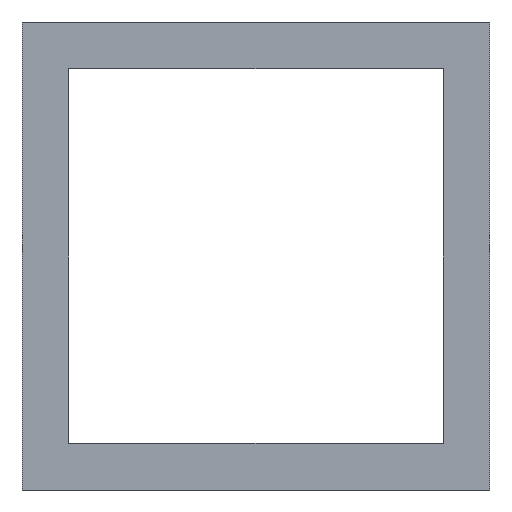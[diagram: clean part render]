
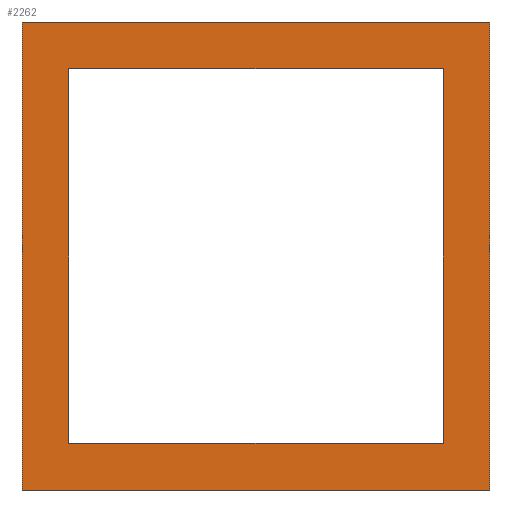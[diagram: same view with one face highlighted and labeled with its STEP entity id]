
A CAD part, front view. The second image highlights one B-rep face of the part: STEP entity #2262.
In plain terms, the highlighted planar face has unit normal (0, -1, 0).
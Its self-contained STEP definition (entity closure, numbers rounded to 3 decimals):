
#26 = FACE_BOUND ( 'NONE', #1917, .T. ) ;
#104 = ORIENTED_EDGE ( 'NONE', *, *, #2396, .T. ) ;
#187 = ORIENTED_EDGE ( 'NONE', *, *, #1336, .F. ) ;
#250 = VECTOR ( 'NONE', #1323, 1000. ) ;
#251 = CARTESIAN_POINT ( 'NONE',  ( 38., 594.998, 20. ) ) ;
#277 = LINE ( 'NONE', #3138, #1268 ) ;
#278 = DIRECTION ( 'NONE',  ( 1., 0., 0. ) ) ;
#297 = LINE ( 'NONE', #1064, #2398 ) ;
#407 = ORIENTED_EDGE ( 'NONE', *, *, #3329, .F. ) ;
#515 = CARTESIAN_POINT ( 'NONE',  ( 38., 594.998, 2. ) ) ;
#550 = LINE ( 'NONE', #1583, #250 ) ;
#715 = EDGE_LOOP ( 'NONE', ( #1573, #407, #1260, #1156 ) ) ;
#766 = LINE ( 'NONE', #3113, #2084 ) ;
#1064 = CARTESIAN_POINT ( 'NONE',  ( 40., 594.998, 20. ) ) ;
#1105 = CARTESIAN_POINT ( 'NONE',  ( 40., 594.998, 0. ) ) ;
#1156 = ORIENTED_EDGE ( 'NONE', *, *, #2097, .T. ) ;
#1175 = LINE ( 'NONE', #1936, #2599 ) ;
#1179 = VERTEX_POINT ( 'NONE', #1531 ) ;
#1204 = VECTOR ( 'NONE', #2849, 1000. ) ;
#1229 = CARTESIAN_POINT ( 'NONE',  ( 40., 594.998, 20. ) ) ;
#1252 = CARTESIAN_POINT ( 'NONE',  ( 22., 594.998, 2. ) ) ;
#1260 = ORIENTED_EDGE ( 'NONE', *, *, #2259, .F. ) ;
#1268 = VECTOR ( 'NONE', #1586, 1000. ) ;
#1323 = DIRECTION ( 'NONE',  ( 1., 0., 0. ) ) ;
#1336 = EDGE_CURVE ( 'NONE', #2166, #1957, #1175, .T. ) ;
#1345 = DIRECTION ( 'NONE',  ( 0., 0., -1. ) ) ;
#1441 = VERTEX_POINT ( 'NONE', #1493 ) ;
#1493 = CARTESIAN_POINT ( 'NONE',  ( 40., 594.998, 0. ) ) ;
#1508 = VERTEX_POINT ( 'NONE', #1229 ) ;
#1531 = CARTESIAN_POINT ( 'NONE',  ( 38., 594.998, 18. ) ) ;
#1573 = ORIENTED_EDGE ( 'NONE', *, *, #2597, .T. ) ;
#1583 = CARTESIAN_POINT ( 'NONE',  ( 0., 594.998, 18. ) ) ;
#1586 = DIRECTION ( 'NONE',  ( 0., 0., -1. ) ) ;
#1606 = CARTESIAN_POINT ( 'NONE',  ( 40., 594.998, 20. ) ) ;
#1801 = VECTOR ( 'NONE', #2760, 1000. ) ;
#1816 = VERTEX_POINT ( 'NONE', #2993 ) ;
#1833 = PLANE ( 'NONE',  #2388 ) ;
#1844 = CARTESIAN_POINT ( 'NONE',  ( 20., 594.998, 20. ) ) ;
#1917 = EDGE_LOOP ( 'NONE', ( #187, #2829, #2877, #104 ) ) ;
#1928 = EDGE_CURVE ( 'NONE', #3241, #1179, #550, .T. ) ;
#1936 = CARTESIAN_POINT ( 'NONE',  ( 0., 594.998, 2. ) ) ;
#1956 = DIRECTION ( 'NONE',  ( 0., 0., -1. ) ) ;
#1957 = VERTEX_POINT ( 'NONE', #515 ) ;
#2023 = CARTESIAN_POINT ( 'NONE',  ( 22., 594.998, 18. ) ) ;
#2084 = VECTOR ( 'NONE', #1345, 1000. ) ;
#2089 = DIRECTION ( 'NONE',  ( 0., 1., 0. ) ) ;
#2097 = EDGE_CURVE ( 'NONE', #2526, #1816, #3250, .T. ) ;
#2166 = VERTEX_POINT ( 'NONE', #1252 ) ;
#2214 = CARTESIAN_POINT ( 'NONE',  ( 20., 594.998, 20. ) ) ;
#2259 = EDGE_CURVE ( 'NONE', #2526, #1508, #297, .T. ) ;
#2262 = ADVANCED_FACE ( 'NONE', ( #2334, #26 ), #1833, .F. ) ;
#2334 = FACE_OUTER_BOUND ( 'NONE', #715, .T. ) ;
#2352 = DIRECTION ( 'NONE',  ( 0., 0., 1. ) ) ;
#2388 = AXIS2_PLACEMENT_3D ( 'NONE', #1606, #2089, #2352 ) ;
#2396 = EDGE_CURVE ( 'NONE', #1179, #1957, #3292, .T. ) ;
#2398 = VECTOR ( 'NONE', #278, 1000. ) ;
#2399 = LINE ( 'NONE', #1105, #1204 ) ;
#2506 = VECTOR ( 'NONE', #1956, 1000. ) ;
#2526 = VERTEX_POINT ( 'NONE', #1844 ) ;
#2597 = EDGE_CURVE ( 'NONE', #1816, #1441, #2399, .T. ) ;
#2599 = VECTOR ( 'NONE', #2748, 1000. ) ;
#2625 = EDGE_CURVE ( 'NONE', #3241, #2166, #277, .T. ) ;
#2748 = DIRECTION ( 'NONE',  ( 1., 0., 0. ) ) ;
#2760 = DIRECTION ( 'NONE',  ( 0., 0., -1. ) ) ;
#2829 = ORIENTED_EDGE ( 'NONE', *, *, #2625, .F. ) ;
#2849 = DIRECTION ( 'NONE',  ( 1., 0., 0. ) ) ;
#2877 = ORIENTED_EDGE ( 'NONE', *, *, #1928, .T. ) ;
#2993 = CARTESIAN_POINT ( 'NONE',  ( 20., 594.998, 0. ) ) ;
#3113 = CARTESIAN_POINT ( 'NONE',  ( 40., 594.998, 20. ) ) ;
#3138 = CARTESIAN_POINT ( 'NONE',  ( 22., 594.998, 20. ) ) ;
#3241 = VERTEX_POINT ( 'NONE', #2023 ) ;
#3250 = LINE ( 'NONE', #2214, #2506 ) ;
#3292 = LINE ( 'NONE', #251, #1801 ) ;
#3329 = EDGE_CURVE ( 'NONE', #1508, #1441, #766, .T. ) ;
